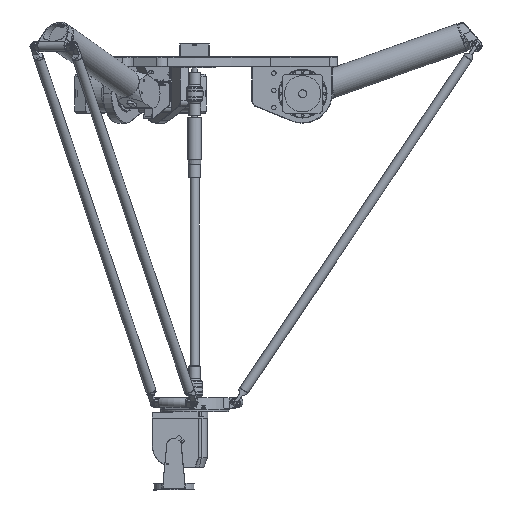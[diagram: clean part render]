
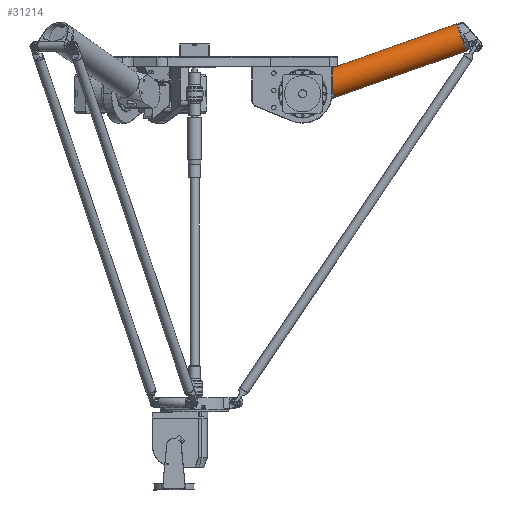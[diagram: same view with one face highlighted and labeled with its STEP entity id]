
A CAD part, front view. The second image highlights one B-rep face of the part: STEP entity #31214.
In plain terms, the highlighted cylindrical face has radius 44 mm (diameter 88 mm), a full revolution.
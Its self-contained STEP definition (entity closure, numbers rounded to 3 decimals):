
#6407=CYLINDRICAL_SURFACE('',#34579,44.);
#7377=FACE_BOUND('',#11658,.T.);
#9135=FACE_OUTER_BOUND('',#11657,.T.);
#11657=EDGE_LOOP('',(#27336));
#11658=EDGE_LOOP('',(#27337));
#13327=CIRCLE('',#34576,44.);
#13330=CIRCLE('',#34580,44.);
#15915=VERTEX_POINT('',#59820);
#15918=VERTEX_POINT('',#59827);
#19794=EDGE_CURVE('',#15915,#15915,#13327,.T.);
#19797=EDGE_CURVE('',#15918,#15918,#13330,.T.);
#27336=ORIENTED_EDGE('',*,*,#19797,.F.);
#27337=ORIENTED_EDGE('',*,*,#19794,.T.);
#31214=ADVANCED_FACE('',(#9135,#7377),#6407,.T.);
#34576=AXIS2_PLACEMENT_3D('',#59821,#42905,#42906);
#34579=AXIS2_PLACEMENT_3D('',#59826,#42911,#42912);
#34580=AXIS2_PLACEMENT_3D('',#59828,#42913,#42914);
#42905=DIRECTION('center_axis',(0.,0.,-1.));
#42906=DIRECTION('ref_axis',(0.,1.,0.));
#42911=DIRECTION('center_axis',(0.,0.,-1.));
#42912=DIRECTION('ref_axis',(0.,1.,0.));
#42913=DIRECTION('center_axis',(0.,0.,-1.));
#42914=DIRECTION('ref_axis',(0.,1.,0.));
#59820=CARTESIAN_POINT('',(0.,44.,424.616));
#59821=CARTESIAN_POINT('Origin',(0.,0.,424.616));
#59826=CARTESIAN_POINT('Origin',(0.,0.,212.808));
#59827=CARTESIAN_POINT('',(0.,44.,1.));
#59828=CARTESIAN_POINT('Origin',(0.,0.,1.));
